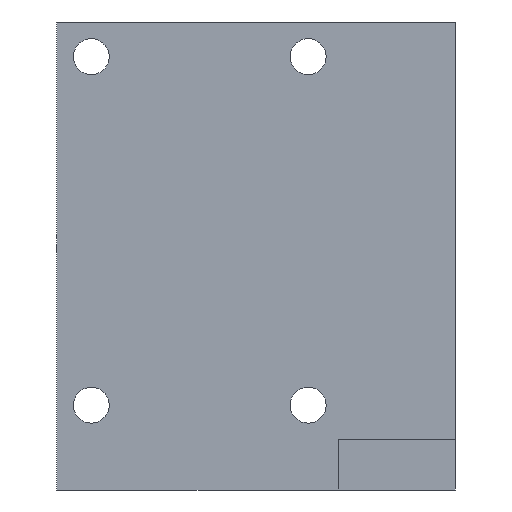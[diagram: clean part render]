
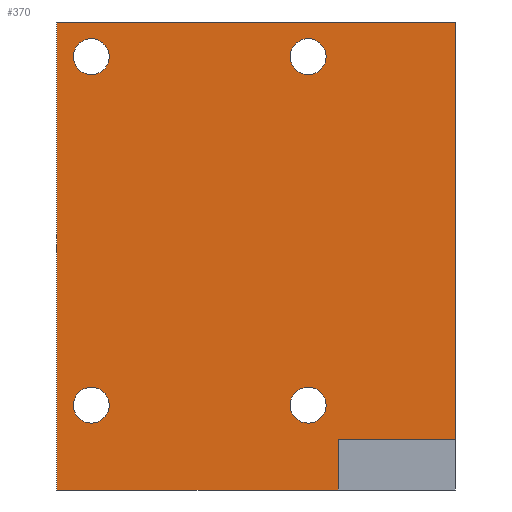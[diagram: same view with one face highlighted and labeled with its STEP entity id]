
A CAD part, front view. The second image highlights one B-rep face of the part: STEP entity #370.
In plain terms, the highlighted planar face has unit normal (0, -1, 0).
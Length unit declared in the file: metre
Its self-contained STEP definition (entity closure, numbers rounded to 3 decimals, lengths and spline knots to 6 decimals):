
#20=LINE('',#551,#50);
#21=LINE('',#554,#51);
#22=LINE('',#556,#52);
#23=LINE('',#558,#53);
#24=LINE('',#560,#54);
#25=LINE('',#562,#55);
#50=VECTOR('',#449,1.);
#51=VECTOR('',#450,1.);
#52=VECTOR('',#451,1.);
#53=VECTOR('',#452,1.);
#54=VECTOR('',#453,1.);
#55=VECTOR('',#454,1.);
#80=ORIENTED_EDGE('',*,*,#172,.F.);
#81=ORIENTED_EDGE('',*,*,#173,.T.);
#82=ORIENTED_EDGE('',*,*,#174,.F.);
#83=ORIENTED_EDGE('',*,*,#175,.F.);
#84=ORIENTED_EDGE('',*,*,#176,.F.);
#85=ORIENTED_EDGE('',*,*,#177,.T.);
#86=ORIENTED_EDGE('',*,*,#178,.T.);
#87=ORIENTED_EDGE('',*,*,#179,.T.);
#88=ORIENTED_EDGE('',*,*,#180,.T.);
#89=ORIENTED_EDGE('',*,*,#181,.T.);
#172=EDGE_CURVE('',#218,#218,#254,.T.);
#173=EDGE_CURVE('',#219,#219,#255,.T.);
#174=EDGE_CURVE('',#220,#220,#256,.T.);
#175=EDGE_CURVE('',#221,#222,#20,.T.);
#176=EDGE_CURVE('',#223,#221,#21,.T.);
#177=EDGE_CURVE('',#223,#224,#22,.T.);
#178=EDGE_CURVE('',#224,#225,#23,.T.);
#179=EDGE_CURVE('',#225,#226,#24,.T.);
#180=EDGE_CURVE('',#226,#222,#25,.T.);
#181=EDGE_CURVE('',#227,#227,#257,.T.);
#218=VERTEX_POINT('',#546);
#219=VERTEX_POINT('',#548);
#220=VERTEX_POINT('',#550);
#221=VERTEX_POINT('',#552);
#222=VERTEX_POINT('',#553);
#223=VERTEX_POINT('',#555);
#224=VERTEX_POINT('',#557);
#225=VERTEX_POINT('',#559);
#226=VERTEX_POINT('',#561);
#227=VERTEX_POINT('',#564);
#254=CIRCLE('',#404,0.001075);
#255=CIRCLE('',#405,0.001075);
#256=CIRCLE('',#406,0.001075);
#257=CIRCLE('',#407,0.001075);
#270=EDGE_LOOP('',(#80));
#271=EDGE_LOOP('',(#81));
#272=EDGE_LOOP('',(#82));
#273=EDGE_LOOP('',(#83,#84,#85,#86,#87,#88));
#274=EDGE_LOOP('',(#89));
#314=FACE_BOUND('',#270,.T.);
#315=FACE_BOUND('',#271,.T.);
#316=FACE_BOUND('',#272,.T.);
#317=FACE_BOUND('',#273,.T.);
#318=FACE_BOUND('',#274,.T.);
#358=PLANE('',#403);
#370=ADVANCED_FACE('',(#314,#315,#316,#317,#318),#358,.T.);
#403=AXIS2_PLACEMENT_3D('',#544,#441,#442);
#404=AXIS2_PLACEMENT_3D('',#545,#443,#444);
#405=AXIS2_PLACEMENT_3D('',#547,#445,#446);
#406=AXIS2_PLACEMENT_3D('',#549,#447,#448);
#407=AXIS2_PLACEMENT_3D('',#563,#455,#456);
#441=DIRECTION('',(0.,-1.,0.));
#442=DIRECTION('',(0.,0.,-1.));
#443=DIRECTION('',(0.,-1.,0.));
#444=DIRECTION('',(0.,0.,-1.));
#445=DIRECTION('',(0.,1.,0.));
#446=DIRECTION('',(0.,0.,-1.));
#447=DIRECTION('',(0.,-1.,0.));
#448=DIRECTION('',(0.,0.,-1.));
#449=DIRECTION('',(-1.,0.,0.));
#450=DIRECTION('',(0.,0.,-1.));
#451=DIRECTION('',(-1.,0.,0.));
#452=DIRECTION('',(0.,0.,-1.));
#453=DIRECTION('',(1.,0.,0.));
#454=DIRECTION('',(0.,0.,1.));
#455=DIRECTION('',(0.,1.,0.));
#456=DIRECTION('',(0.,0.,-1.));
#544=CARTESIAN_POINT('',(0.082621,-0.0015,0.028));
#545=CARTESIAN_POINT('',(0.064334,-0.0015,0.025925));
#546=CARTESIAN_POINT('',(0.064334,-0.0015,0.02485));
#547=CARTESIAN_POINT('',(0.077309,-0.0015,0.005075));
#548=CARTESIAN_POINT('',(0.077309,-0.0015,0.004));
#549=CARTESIAN_POINT('',(0.077309,-0.0015,0.025925));
#550=CARTESIAN_POINT('',(0.077309,-0.0015,0.02485));
#551=CARTESIAN_POINT('',(0.082621,-0.0015,0.003));
#552=CARTESIAN_POINT('',(0.086121,-0.0015,0.003));
#553=CARTESIAN_POINT('',(0.079121,-0.0015,0.003));
#554=CARTESIAN_POINT('',(0.086121,-0.0015,0.028));
#555=CARTESIAN_POINT('',(0.086121,-0.0015,0.028));
#556=CARTESIAN_POINT('',(0.082621,-0.0015,0.028));
#557=CARTESIAN_POINT('',(0.062259,-0.0015,0.028));
#558=CARTESIAN_POINT('',(0.062259,-0.0015,0.028));
#559=CARTESIAN_POINT('',(0.062259,-0.0015,0.));
#560=CARTESIAN_POINT('',(0.062259,-0.0015,0.));
#561=CARTESIAN_POINT('',(0.079121,-0.0015,0.));
#562=CARTESIAN_POINT('',(0.079121,-0.0015,0.));
#563=CARTESIAN_POINT('',(0.064334,-0.0015,0.005075));
#564=CARTESIAN_POINT('',(0.064334,-0.0015,0.004));
